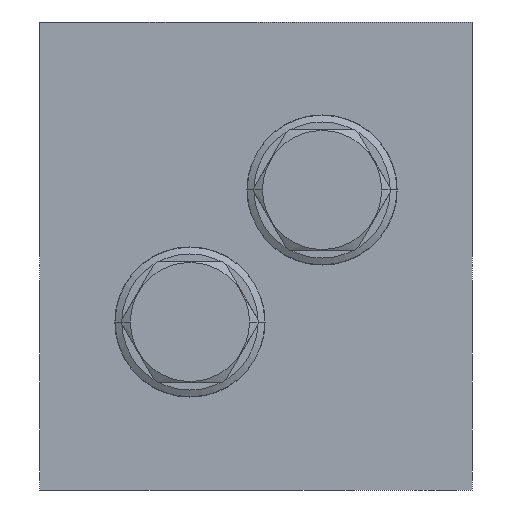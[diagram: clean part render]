
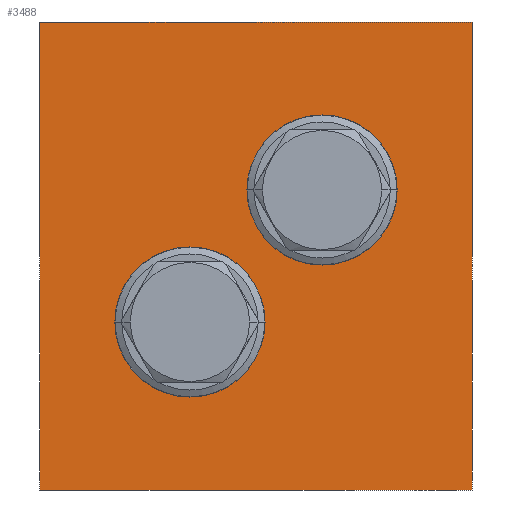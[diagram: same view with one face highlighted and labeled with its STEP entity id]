
A CAD part, left-side view. The second image highlights one B-rep face of the part: STEP entity #3488.
In plain terms, the highlighted planar face has unit normal (-1, 0, 0).
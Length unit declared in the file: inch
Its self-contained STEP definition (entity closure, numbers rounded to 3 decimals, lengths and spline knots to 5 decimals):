
#1=DIRECTION('',(0.,-1.,0.));
#2=VECTOR('',#1,4.5);
#3=CARTESIAN_POINT('',(0.,0.,0.));
#4=LINE('',#3,#2);
#47=DIRECTION('',(0.,0.,1.));
#48=VECTOR('',#47,4.875);
#49=CARTESIAN_POINT('',(0.,0.,0.));
#50=LINE('',#49,#48);
#51=CARTESIAN_POINT('',(0.,-2.938,3.125));
#52=DIRECTION('',(1.,0.,0.));
#53=DIRECTION('',(0.,0.,-1.));
#54=AXIS2_PLACEMENT_3D('',#51,#52,#53);
#56=CARTESIAN_POINT('',(0.,-2.938,3.125));
#57=DIRECTION('',(1.,0.,0.));
#58=DIRECTION('',(0.,0.,1.));
#59=AXIS2_PLACEMENT_3D('',#56,#57,#58);
#61=CARTESIAN_POINT('',(0.,-1.562,1.75));
#62=DIRECTION('',(1.,0.,0.));
#63=DIRECTION('',(0.,0.,-1.));
#64=AXIS2_PLACEMENT_3D('',#61,#62,#63);
#66=CARTESIAN_POINT('',(0.,-1.562,1.75));
#67=DIRECTION('',(1.,0.,0.));
#68=DIRECTION('',(0.,0.,1.));
#69=AXIS2_PLACEMENT_3D('',#66,#67,#68);
#119=DIRECTION('',(0.,0.,1.));
#120=VECTOR('',#119,4.875);
#121=CARTESIAN_POINT('',(0.,-4.5,0.));
#122=LINE('',#121,#120);
#143=DIRECTION('',(0.,-1.,0.));
#144=VECTOR('',#143,4.5);
#145=CARTESIAN_POINT('',(0.,0.,4.875));
#146=LINE('',#145,#144);
#2994=CARTESIAN_POINT('',(0.,0.,0.));
#2995=CARTESIAN_POINT('',(0.,-4.5,0.));
#2996=VERTEX_POINT('',#2994);
#2997=VERTEX_POINT('',#2995);
#3002=CARTESIAN_POINT('',(0.,0.,4.875));
#3003=CARTESIAN_POINT('',(0.,-4.5,4.875));
#3004=VERTEX_POINT('',#3002);
#3005=VERTEX_POINT('',#3003);
#3201=CARTESIAN_POINT('',(0.,-2.938,3.907));
#3202=VERTEX_POINT('',#3201);
#3207=CARTESIAN_POINT('',(0.,-2.938,2.343));
#3208=VERTEX_POINT('',#3207);
#3255=CARTESIAN_POINT('',(0.,-1.562,2.532));
#3256=VERTEX_POINT('',#3255);
#3261=CARTESIAN_POINT('',(0.,-1.562,0.968));
#3262=VERTEX_POINT('',#3261);
#3462=CARTESIAN_POINT('',(0.,0.,0.));
#3463=DIRECTION('',(-1.,0.,0.));
#3464=DIRECTION('',(0.,-1.,0.));
#3465=AXIS2_PLACEMENT_3D('',#3462,#3463,#3464);
#3466=PLANE('',#3465);
#3467=ORIENTED_EDGE('',*,*,#3433,.F.);
#3469=ORIENTED_EDGE('',*,*,#3468,.T.);
#3471=ORIENTED_EDGE('',*,*,#3470,.T.);
#3473=ORIENTED_EDGE('',*,*,#3472,.F.);
#3474=EDGE_LOOP('',(#3467,#3469,#3471,#3473));
#3475=FACE_OUTER_BOUND('',#3474,.F.);
#3477=ORIENTED_EDGE('',*,*,#3476,.F.);
#3479=ORIENTED_EDGE('',*,*,#3478,.F.);
#3480=EDGE_LOOP('',(#3477,#3479));
#3481=FACE_BOUND('',#3480,.F.);
#3483=ORIENTED_EDGE('',*,*,#3482,.F.);
#3485=ORIENTED_EDGE('',*,*,#3484,.F.);
#3486=EDGE_LOOP('',(#3483,#3485));
#3487=FACE_BOUND('',#3486,.F.);
#3488=ADVANCED_FACE('',(#3475,#3481,#3487),#3466,.T.);
#55=CIRCLE('',#54,0.782);
#60=CIRCLE('',#59,0.782);
#65=CIRCLE('',#64,0.782);
#70=CIRCLE('',#69,0.782);
#3433=EDGE_CURVE('',#2996,#2997,#4,.T.);
#3468=EDGE_CURVE('',#2996,#3004,#50,.T.);
#3470=EDGE_CURVE('',#3004,#3005,#146,.T.);
#3472=EDGE_CURVE('',#2997,#3005,#122,.T.);
#3476=EDGE_CURVE('',#3208,#3202,#55,.T.);
#3478=EDGE_CURVE('',#3202,#3208,#60,.T.);
#3482=EDGE_CURVE('',#3262,#3256,#65,.T.);
#3484=EDGE_CURVE('',#3256,#3262,#70,.T.);
